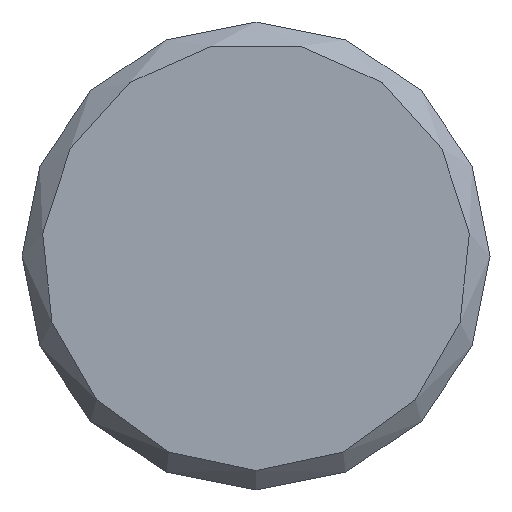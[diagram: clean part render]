
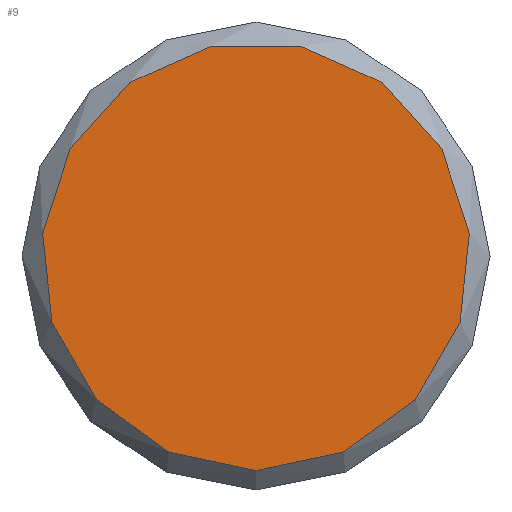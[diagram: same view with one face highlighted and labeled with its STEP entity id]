
A CAD part, left-side view. The second image highlights one B-rep face of the part: STEP entity #9.
In plain terms, the highlighted planar face has unit normal (-1, 0, 0).
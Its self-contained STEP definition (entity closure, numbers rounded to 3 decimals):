
#9 = ADVANCED_FACE ( 'NONE', ( #54 ), #166, .F. ) ;
#22 = EDGE_LOOP ( 'NONE', ( #56 ) ) ;
#26 = CIRCLE ( 'NONE', #83, 5.5 ) ;
#54 = FACE_OUTER_BOUND ( 'NONE', #22, .T. ) ;
#56 = ORIENTED_EDGE ( 'NONE', *, *, #86, .T. ) ;
#83 = AXIS2_PLACEMENT_3D ( 'NONE', #158, #146, #148 ) ;
#86 = EDGE_CURVE ( 'NONE', #134, #134, #26, .T. ) ;
#110 = AXIS2_PLACEMENT_3D ( 'NONE', #163, #167, #140 ) ;
#116 = CARTESIAN_POINT ( 'NONE',  ( -3000., 0., -5.5 ) ) ;
#134 = VERTEX_POINT ( 'NONE', #116 ) ;
#140 = DIRECTION ( 'NONE',  ( 0., 0., -1. ) ) ;
#146 = DIRECTION ( 'NONE',  ( -1., 0., 0. ) ) ;
#148 = DIRECTION ( 'NONE',  ( 0., 0., -1. ) ) ;
#158 = CARTESIAN_POINT ( 'NONE',  ( -3000., 0., 0. ) ) ;
#163 = CARTESIAN_POINT ( 'NONE',  ( -3000., 0., 0. ) ) ;
#166 = PLANE ( 'NONE',  #110 ) ;
#167 = DIRECTION ( 'NONE',  ( 1., 0., 0. ) ) ;
